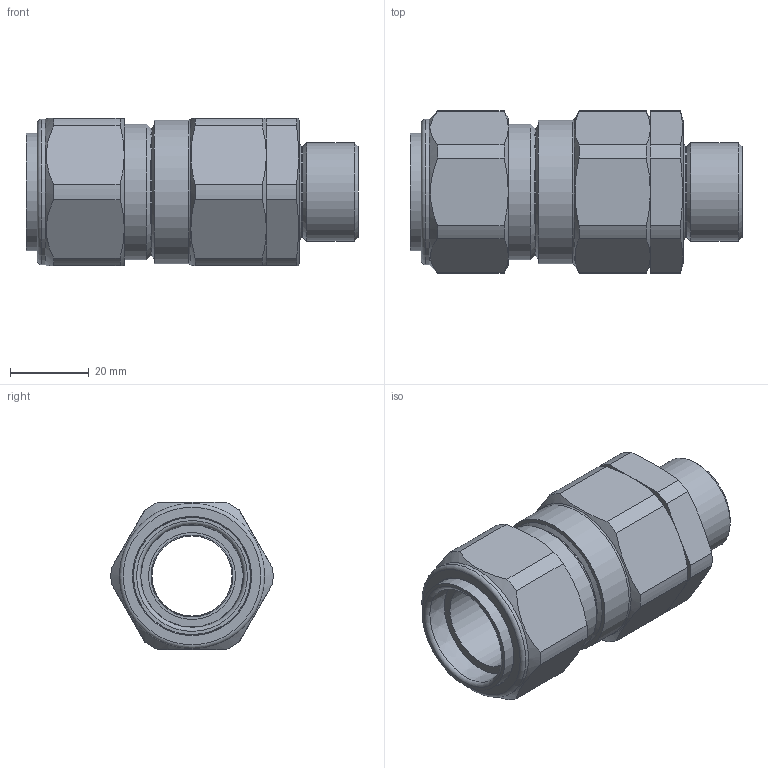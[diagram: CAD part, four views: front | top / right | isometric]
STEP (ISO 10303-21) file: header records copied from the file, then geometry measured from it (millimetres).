
FILE_DESCRIPTION (( 'STEP AP203' ), '1' );
FILE_NAME ('25SC2KX1RA.STEP', '2017-09-20T14:13:54', ( '' ), ( '' ), 'SwSTEP 2.0', 'SolidWorks 2017', '' );
FILE_SCHEMA (( 'CONFIG_CONTROL_DESIGN' ));
Length unit declared in the file: millimetre
Products named in the file (1): 25SC2KX1RA
Bounding box: 84.45 x 41.23 x 37.51 mm (x, y, z)
Surface area: 15685.7 mm2 (no closed solid volume)
Topology: 0 solids, 5 shells, 79 faces, 193 edges, 122 vertices
Faces by surface type: cylinder 26, plane 26, cone 24, torus 3
Full cylindrical faces by diameter (mm): 20.35 x1, 22.1 x1, 22.95 x1, 25 x1, 32.218 x1, 34.5 x1, 36.5 x1, 37 x1
Entity records: 2504 total; most frequent: CARTESIAN_POINT 712, DIRECTION 364, ORIENTED_EDGE 315, EDGE_CURVE 165, AXIS2_PLACEMENT_3D 161, VERTEX_POINT 117, EDGE_LOOP 110, FACE_OUTER_BOUND 90
